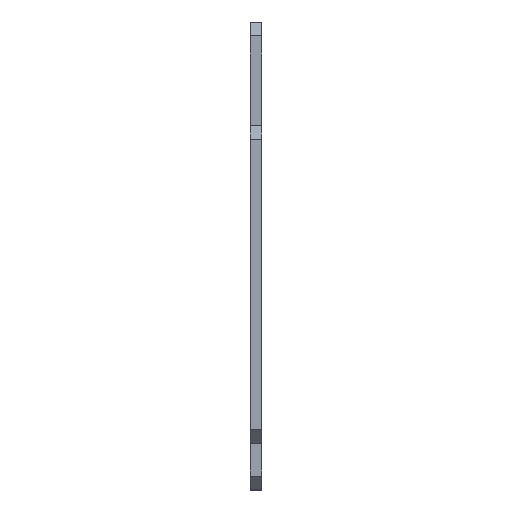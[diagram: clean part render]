
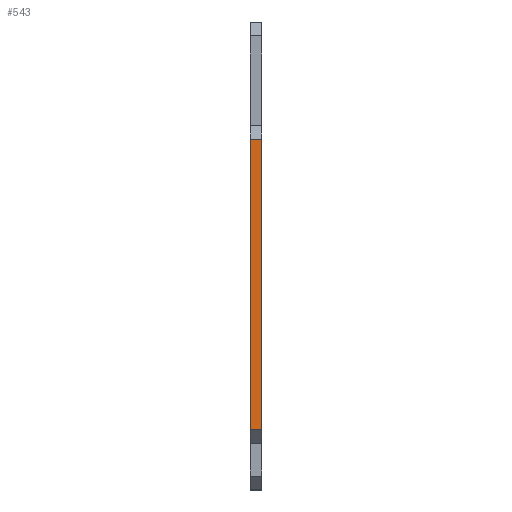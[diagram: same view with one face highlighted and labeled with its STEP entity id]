
A CAD part, left-side view. The second image highlights one B-rep face of the part: STEP entity #543.
In plain terms, the highlighted planar face has unit normal (-1, 0, 0).
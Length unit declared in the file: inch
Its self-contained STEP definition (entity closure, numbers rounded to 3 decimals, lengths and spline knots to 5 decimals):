
#5 = LINE ( 'NONE', #9, #679 ) ;
#9 = CARTESIAN_POINT ( 'NONE',  ( -4.70276, 0., 0.66142 ) ) ;
#14 = VECTOR ( 'NONE', #88, 39.37008 ) ;
#20 = DIRECTION ( 'NONE',  ( 0., -1., 0. ) ) ;
#29 = DIRECTION ( 'NONE',  ( 0., 0., 1. ) ) ;
#84 = CARTESIAN_POINT ( 'NONE',  ( -4.70276, 0.0635, 0.66142 ) ) ;
#88 = DIRECTION ( 'NONE',  ( 0., 0., 1. ) ) ;
#202 = VECTOR ( 'NONE', #748, 39.37008 ) ;
#220 = CARTESIAN_POINT ( 'NONE',  ( -4.70276, 0., 0.66142 ) ) ;
#363 = CARTESIAN_POINT ( 'NONE',  ( -4.70276, 0., -0.98425 ) ) ;
#367 = CARTESIAN_POINT ( 'NONE',  ( -4.70276, 0., 0. ) ) ;
#378 = LINE ( 'NONE', #367, #14 ) ;
#390 = EDGE_CURVE ( 'NONE', #681, #724, #378, .T. ) ;
#397 = FACE_OUTER_BOUND ( 'NONE', #459, .T. ) ;
#441 = EDGE_CURVE ( 'NONE', #494, #681, #595, .T. ) ;
#458 = AXIS2_PLACEMENT_3D ( 'NONE', #483, #697, #29 ) ;
#459 = EDGE_LOOP ( 'NONE', ( #786, #950, #624, #462 ) ) ;
#462 = ORIENTED_EDGE ( 'NONE', *, *, #769, .T. ) ;
#483 = CARTESIAN_POINT ( 'NONE',  ( -4.70276, 0., -1.06299 ) ) ;
#489 = VERTEX_POINT ( 'NONE', #84 ) ;
#494 = VERTEX_POINT ( 'NONE', #555 ) ;
#519 = CARTESIAN_POINT ( 'NONE',  ( -4.70276, 0.0635, -1.06299 ) ) ;
#543 = ADVANCED_FACE ( 'NONE', ( #397 ), #635, .T. ) ;
#555 = CARTESIAN_POINT ( 'NONE',  ( -4.70276, 0.0635, -0.98425 ) ) ;
#574 = VECTOR ( 'NONE', #20, 39.37008 ) ;
#595 = LINE ( 'NONE', #363, #574 ) ;
#624 = ORIENTED_EDGE ( 'NONE', *, *, #888, .F. ) ;
#635 = PLANE ( 'NONE',  #458 ) ;
#679 = VECTOR ( 'NONE', #908, 39.37008 ) ;
#681 = VERTEX_POINT ( 'NONE', #743 ) ;
#697 = DIRECTION ( 'NONE',  ( -1., 0., 0. ) ) ;
#724 = VERTEX_POINT ( 'NONE', #220 ) ;
#743 = CARTESIAN_POINT ( 'NONE',  ( -4.70276, 0., -0.98425 ) ) ;
#748 = DIRECTION ( 'NONE',  ( 0., 0., -1. ) ) ;
#769 = EDGE_CURVE ( 'NONE', #489, #494, #904, .T. ) ;
#786 = ORIENTED_EDGE ( 'NONE', *, *, #441, .T. ) ;
#888 = EDGE_CURVE ( 'NONE', #489, #724, #5, .T. ) ;
#904 = LINE ( 'NONE', #519, #202 ) ;
#908 = DIRECTION ( 'NONE',  ( 0., -1., 0. ) ) ;
#950 = ORIENTED_EDGE ( 'NONE', *, *, #390, .T. ) ;
